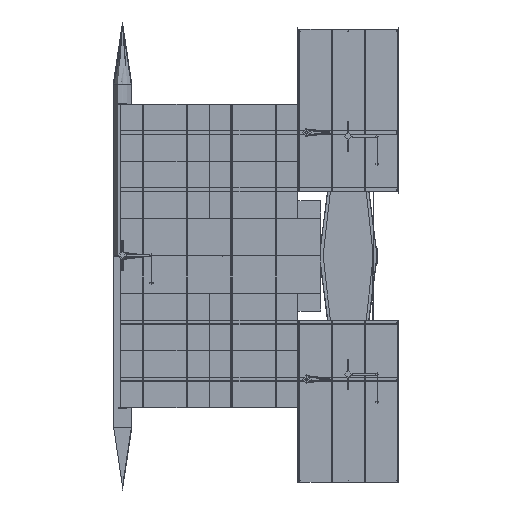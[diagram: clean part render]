
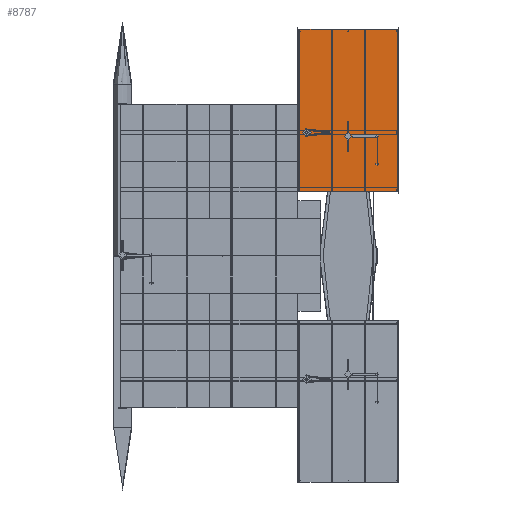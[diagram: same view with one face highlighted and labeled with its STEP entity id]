
A CAD part, top view. The second image highlights one B-rep face of the part: STEP entity #8787.
In plain terms, the highlighted planar face has unit normal (0, 0, 1).
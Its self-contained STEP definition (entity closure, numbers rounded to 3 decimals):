
#8723 = VERTEX_POINT('',#8724);
#8724 = CARTESIAN_POINT('',(3485.9,1278.9,1542.2));
#8739 = VERTEX_POINT('',#8740);
#8740 = CARTESIAN_POINT('',(3485.9,4500.,1542.2));
#8746 = EDGE_CURVE('',#8723,#8739,#8747,.T.);
#8747 = LINE('',#8748,#8749);
#8748 = CARTESIAN_POINT('',(3485.9,1278.9,1542.2));
#8749 = VECTOR('',#8750,1.);
#8750 = DIRECTION('',(0.,1.,0.));
#8769 = EDGE_CURVE('',#8723,#8770,#8772,.T.);
#8770 = VERTEX_POINT('',#8771);
#8771 = CARTESIAN_POINT('',(5485.9,1278.9,1542.2));
#8772 = LINE('',#8773,#8774);
#8773 = CARTESIAN_POINT('',(3485.9,1278.9,1542.2));
#8774 = VECTOR('',#8775,1.);
#8775 = DIRECTION('',(1.,0.,0.));
#8787 = ADVANCED_FACE('',(#8788,#8806),#8817,.T.);
#8788 = FACE_BOUND('',#8789,.T.);
#8789 = EDGE_LOOP('',(#8790,#8791,#8792,#8800));
#8790 = ORIENTED_EDGE('',*,*,#8746,.F.);
#8791 = ORIENTED_EDGE('',*,*,#8769,.T.);
#8792 = ORIENTED_EDGE('',*,*,#8793,.T.);
#8793 = EDGE_CURVE('',#8770,#8794,#8796,.T.);
#8794 = VERTEX_POINT('',#8795);
#8795 = CARTESIAN_POINT('',(5485.9,4500.,1542.2));
#8796 = LINE('',#8797,#8798);
#8797 = CARTESIAN_POINT('',(5485.9,1278.9,1542.2));
#8798 = VECTOR('',#8799,1.);
#8799 = DIRECTION('',(0.,1.,0.));
#8800 = ORIENTED_EDGE('',*,*,#8801,.F.);
#8801 = EDGE_CURVE('',#8739,#8794,#8802,.T.);
#8802 = LINE('',#8803,#8804);
#8803 = CARTESIAN_POINT('',(3485.9,4500.,1542.2));
#8804 = VECTOR('',#8805,1.);
#8805 = DIRECTION('',(1.,0.,0.));
#8806 = FACE_BOUND('',#8807,.T.);
#8807 = EDGE_LOOP('',(#8808));
#8808 = ORIENTED_EDGE('',*,*,#8809,.F.);
#8809 = EDGE_CURVE('',#8810,#8810,#8812,.T.);
#8810 = VERTEX_POINT('',#8811);
#8811 = CARTESIAN_POINT('',(3747.9,2451.,1542.2));
#8812 = CIRCLE('',#8813,87.);
#8813 = AXIS2_PLACEMENT_3D('',#8814,#8815,#8816);
#8814 = CARTESIAN_POINT('',(3660.9,2451.,1542.2));
#8815 = DIRECTION('',(0.,0.,1.));
#8816 = DIRECTION('',(1.,0.,-0.));
#8817 = PLANE('',#8818);
#8818 = AXIS2_PLACEMENT_3D('',#8819,#8820,#8821);
#8819 = CARTESIAN_POINT('',(3485.9,1278.9,1542.2));
#8820 = DIRECTION('',(0.,0.,1.));
#8821 = DIRECTION('',(1.,0.,0.));
